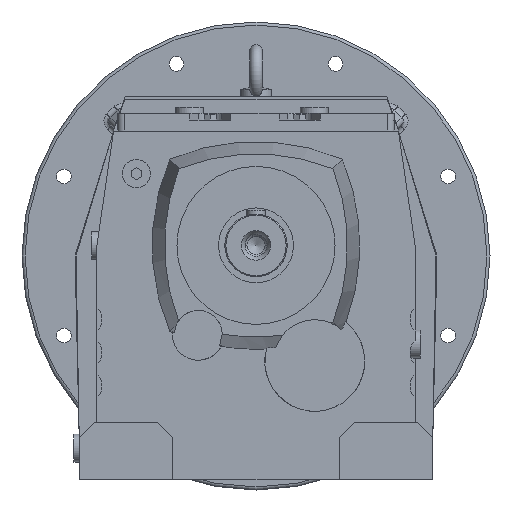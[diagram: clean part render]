
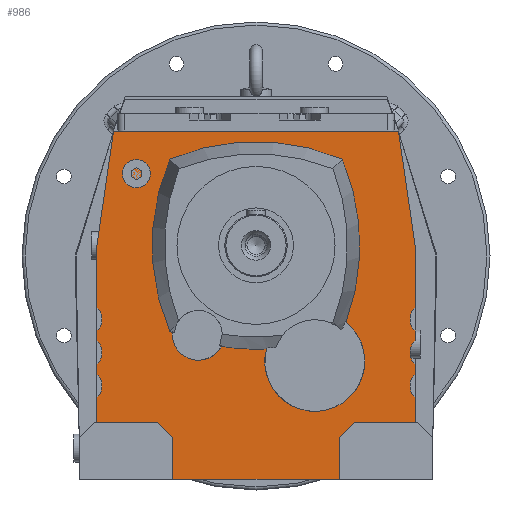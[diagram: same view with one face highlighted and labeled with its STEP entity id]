
A CAD part, left-side view. The second image highlights one B-rep face of the part: STEP entity #986.
In plain terms, the highlighted planar face has unit normal (-1, 0, 0).
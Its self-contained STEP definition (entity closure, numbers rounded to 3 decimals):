
#986=ADVANCED_FACE('',(#5517,#5519),#5521,.F.);
#5517=FACE_BOUND('',#5518,.T.);
#5518=EDGE_LOOP('',(#10419,#10420,#10421,#10422,#10423,#10424,#10425,#10426,#10427,
#10428,#10429,#10430,#10431,#10432,#10433,#10434,#10435,#10436,#10437,#10438,#10439,
#10440,#10441,#10442));
#5519=FACE_BOUND('',#5520,.T.);
#5520=EDGE_LOOP('',(#10443,#10444,#10445,#10446,#10447,#10448,#10449));
#5521=PLANE('',#5522);
#5522=AXIS2_PLACEMENT_3D('',#5523,#5524,#5525);
#5523=CARTESIAN_POINT('',(75.,0.,-61.572));
#5524=DIRECTION('',(1.,0.,0.));
#5525=DIRECTION('',(0.,1.,0.));
#10419=ORIENTED_EDGE('',*,*,#12642,.T.);
#10420=ORIENTED_EDGE('',*,*,#12652,.F.);
#10421=ORIENTED_EDGE('',*,*,#12663,.F.);
#10422=ORIENTED_EDGE('',*,*,#12664,.F.);
#10423=ORIENTED_EDGE('',*,*,#12665,.F.);
#10424=ORIENTED_EDGE('',*,*,#12654,.F.);
#10425=ORIENTED_EDGE('',*,*,#12628,.T.);
#10426=ORIENTED_EDGE('',*,*,#12662,.F.);
#10427=ORIENTED_EDGE('',*,*,#12624,.T.);
#10428=ORIENTED_EDGE('',*,*,#12660,.F.);
#10429=ORIENTED_EDGE('',*,*,#12620,.T.);
#10430=ORIENTED_EDGE('',*,*,#12658,.F.);
#10431=ORIENTED_EDGE('',*,*,#12666,.T.);
#10432=ORIENTED_EDGE('',*,*,#12667,.T.);
#10433=ORIENTED_EDGE('',*,*,#12668,.T.);
#10434=ORIENTED_EDGE('',*,*,#12669,.F.);
#10435=ORIENTED_EDGE('',*,*,#12670,.T.);
#10436=ORIENTED_EDGE('',*,*,#12671,.T.);
#10437=ORIENTED_EDGE('',*,*,#12672,.T.);
#10438=ORIENTED_EDGE('',*,*,#12648,.F.);
#10439=ORIENTED_EDGE('',*,*,#12634,.T.);
#10440=ORIENTED_EDGE('',*,*,#12646,.F.);
#10441=ORIENTED_EDGE('',*,*,#12638,.T.);
#10442=ORIENTED_EDGE('',*,*,#12644,.F.);
#10443=ORIENTED_EDGE('',*,*,#12616,.T.);
#10444=ORIENTED_EDGE('',*,*,#12673,.T.);
#10445=ORIENTED_EDGE('',*,*,#12606,.T.);
#10446=ORIENTED_EDGE('',*,*,#12674,.T.);
#10447=ORIENTED_EDGE('',*,*,#12675,.T.);
#10448=ORIENTED_EDGE('',*,*,#12676,.T.);
#10449=ORIENTED_EDGE('',*,*,#12677,.T.);
#12606=EDGE_CURVE('',#13763,#13764,#13765,.T.);
#12616=EDGE_CURVE('',#13784,#13781,#13785,.T.);
#12620=EDGE_CURVE('',#13792,#13789,#13793,.T.);
#12624=EDGE_CURVE('',#13800,#13797,#13801,.T.);
#12628=EDGE_CURVE('',#13808,#13805,#13809,.T.);
#12634=EDGE_CURVE('',#13814,#13818,#13820,.T.);
#12638=EDGE_CURVE('',#13822,#13826,#13828,.T.);
#12642=EDGE_CURVE('',#13830,#13834,#13836,.T.);
#12644=EDGE_CURVE('',#13830,#13826,#13838,.T.);
#12646=EDGE_CURVE('',#13822,#13818,#13840,.T.);
#12648=EDGE_CURVE('',#13814,#13842,#13843,.T.);
#12652=EDGE_CURVE('',#13848,#13834,#13850,.T.);
#12654=EDGE_CURVE('',#13808,#13852,#13853,.T.);
#12658=EDGE_CURVE('',#13858,#13789,#13860,.T.);
#12660=EDGE_CURVE('',#13792,#13797,#13862,.T.);
#12662=EDGE_CURVE('',#13800,#13805,#13864,.T.);
#12663=EDGE_CURVE('',#13865,#13848,#13866,.T.);
#12664=EDGE_CURVE('',#13867,#13865,#13868,.T.);
#12665=EDGE_CURVE('',#13852,#13867,#13869,.T.);
#12666=EDGE_CURVE('',#13858,#13870,#13871,.T.);
#12667=EDGE_CURVE('',#13870,#13872,#13873,.T.);
#12668=EDGE_CURVE('',#13872,#13874,#13875,.T.);
#12669=EDGE_CURVE('',#13876,#13874,#13877,.T.);
#12670=EDGE_CURVE('',#13876,#13878,#13879,.T.);
#12671=EDGE_CURVE('',#13878,#13880,#13881,.T.);
#12672=EDGE_CURVE('',#13880,#13842,#13882,.T.);
#12673=EDGE_CURVE('',#13781,#13763,#13883,.T.);
#12674=EDGE_CURVE('',#13764,#13884,#13885,.T.);
#12675=EDGE_CURVE('',#13884,#13886,#13887,.T.);
#12676=EDGE_CURVE('',#13886,#13888,#13889,.T.);
#12677=EDGE_CURVE('',#13888,#13784,#13890,.T.);
#13763=VERTEX_POINT('',#15727);
#13764=VERTEX_POINT('',#15728);
#13765=CIRCLE('',#15729,25.);
#13781=VERTEX_POINT('',#15806);
#13784=VERTEX_POINT('',#15820);
#13785=CIRCLE('',#15821,48.);
#13789=VERTEX_POINT('',#15842);
#13792=VERTEX_POINT('',#15847);
#13793=CIRCLE('',#15848,16.);
#13797=VERTEX_POINT('',#15860);
#13800=VERTEX_POINT('',#15865);
#13801=CIRCLE('',#15866,16.);
#13805=VERTEX_POINT('',#15878);
#13808=VERTEX_POINT('',#15883);
#13809=CIRCLE('',#15884,16.);
#13814=VERTEX_POINT('',#15897);
#13818=VERTEX_POINT('',#15906);
#13820=CIRCLE('',#15910,16.);
#13822=VERTEX_POINT('',#15915);
#13826=VERTEX_POINT('',#15924);
#13828=CIRCLE('',#15928,16.);
#13830=VERTEX_POINT('',#15933);
#13834=VERTEX_POINT('',#15942);
#13836=CIRCLE('',#15946,16.);
#13838=LINE('',#15953,#15954);
#13840=LINE('',#15959,#15960);
#13842=VERTEX_POINT('',#15965);
#13843=LINE('',#15966,#15967);
#13848=VERTEX_POINT('',#15977);
#13850=LINE('',#15981,#15982);
#13852=VERTEX_POINT('',#15987);
#13853=LINE('',#15988,#15989);
#13858=VERTEX_POINT('',#15999);
#13860=LINE('',#16003,#16004);
#13862=LINE('',#16009,#16010);
#13864=LINE('',#16015,#16016);
#13865=VERTEX_POINT('',#16018);
#13866=LINE('',#16019,#16020);
#13867=VERTEX_POINT('',#16022);
#13868=LINE('',#16023,#16024);
#13869=LINE('',#16026,#16027);
#13870=VERTEX_POINT('',#16029);
#13871=LINE('',#16030,#16031);
#13872=VERTEX_POINT('',#16033);
#13873=LINE('',#16034,#16035);
#13874=VERTEX_POINT('',#16037);
#13875=LINE('',#16038,#16039);
#13876=VERTEX_POINT('',#16041);
#13877=LINE('',#16042,#16043);
#13878=VERTEX_POINT('',#16045);
#13879=LINE('',#16046,#16047);
#13880=VERTEX_POINT('',#16049);
#13881=LINE('',#16050,#16051);
#13882=LINE('',#16053,#16054);
#13883=CIRCLE('',#16056,211.814);
#13884=VERTEX_POINT('',#16060);
#13885=CIRCLE('',#16061,211.814);
#13886=VERTEX_POINT('',#16065);
#13887=CIRCLE('',#16066,211.814);
#13888=VERTEX_POINT('',#16070);
#13889=CIRCLE('',#16071,211.814);
#13890=CIRCLE('',#16075,211.814);
#15727=CARTESIAN_POINT('',(75.,33.438,-97.158));
#15728=CARTESIAN_POINT('',(75.,80.457,-83.938));
#15729=AXIS2_PLACEMENT_3D('',#15730,#15731,#15732);
#15730=CARTESIAN_POINT('',(75.,55.5,-85.4));
#15731=DIRECTION('',(1.,-0.,0.));
#15732=DIRECTION('',(0.,-0.882,-0.47));
#15806=CARTESIAN_POINT('',(75.,-10.005,-99.577));
#15820=CARTESIAN_POINT('',(75.,-86.465,-74.004));
#15821=AXIS2_PLACEMENT_3D('',#15822,#15823,#15824);
#15822=CARTESIAN_POINT('',(75.,-56.5,-111.502));
#15823=DIRECTION('',(1.,0.,-0.));
#15824=DIRECTION('',(0.,-0.624,0.781));
#15842=CARTESIAN_POINT('',(75.,153.,-146.426));
#15847=CARTESIAN_POINT('',(75.,153.,-123.574));
#15848=AXIS2_PLACEMENT_3D('',#15849,#15850,#15851);
#15849=CARTESIAN_POINT('',(75.,164.2,-135.));
#15850=DIRECTION('',(1.,0.,-0.));
#15851=DIRECTION('',(0.,-0.7,0.714));
#15860=CARTESIAN_POINT('',(75.,153.,-114.426));
#15865=CARTESIAN_POINT('',(75.,153.,-91.574));
#15866=AXIS2_PLACEMENT_3D('',#15867,#15868,#15869);
#15867=CARTESIAN_POINT('',(75.,164.2,-103.));
#15868=DIRECTION('',(1.,0.,-0.));
#15869=DIRECTION('',(0.,-0.7,0.714));
#15878=CARTESIAN_POINT('',(75.,153.,-82.426));
#15883=CARTESIAN_POINT('',(75.,153.,-59.574));
#15884=AXIS2_PLACEMENT_3D('',#15885,#15886,#15887);
#15885=CARTESIAN_POINT('',(75.,164.2,-71.));
#15886=DIRECTION('',(1.,0.,-0.));
#15887=DIRECTION('',(0.,-0.7,0.714));
#15897=CARTESIAN_POINT('',(75.,-153.,-146.426));
#15906=CARTESIAN_POINT('',(75.,-153.,-123.574));
#15910=AXIS2_PLACEMENT_3D('',#15911,#15912,#15913);
#15911=CARTESIAN_POINT('',(75.,-164.2,-135.));
#15912=DIRECTION('',(1.,0.,0.));
#15913=DIRECTION('',(0.,0.7,-0.714));
#15915=CARTESIAN_POINT('',(75.,-153.,-114.426));
#15924=CARTESIAN_POINT('',(75.,-153.,-91.574));
#15928=AXIS2_PLACEMENT_3D('',#15929,#15930,#15931);
#15929=CARTESIAN_POINT('',(75.,-164.2,-103.));
#15930=DIRECTION('',(1.,0.,0.));
#15931=DIRECTION('',(0.,0.7,-0.714));
#15933=CARTESIAN_POINT('',(75.,-153.,-82.426));
#15942=CARTESIAN_POINT('',(75.,-153.,-59.574));
#15946=AXIS2_PLACEMENT_3D('',#15947,#15948,#15949);
#15947=CARTESIAN_POINT('',(75.,-164.2,-71.));
#15948=DIRECTION('',(1.,0.,0.));
#15949=DIRECTION('',(0.,0.7,-0.714));
#15953=CARTESIAN_POINT('',(75.,-153.,-82.426));
#15954=VECTOR('',#15955,1.);
#15955=DIRECTION('',(0.,0.,-1.));
#15959=CARTESIAN_POINT('',(75.,-153.,-114.426));
#15960=VECTOR('',#15961,1.);
#15961=DIRECTION('',(0.,0.,-1.));
#15965=CARTESIAN_POINT('',(75.,-153.,-170.));
#15966=CARTESIAN_POINT('',(75.,-153.,-146.426));
#15967=VECTOR('',#15968,1.);
#15968=DIRECTION('',(0.,0.,-1.));
#15977=CARTESIAN_POINT('',(75.,-153.,0.));
#15981=CARTESIAN_POINT('',(75.,-153.,0.));
#15982=VECTOR('',#15983,1.);
#15983=DIRECTION('',(0.,0.,-1.));
#15987=CARTESIAN_POINT('',(75.,153.,0.));
#15988=CARTESIAN_POINT('',(75.,153.,-59.574));
#15989=VECTOR('',#15990,1.);
#15990=DIRECTION('',(0.,0.,1.));
#15999=CARTESIAN_POINT('',(75.,153.,-170.));
#16003=CARTESIAN_POINT('',(75.,153.,-170.));
#16004=VECTOR('',#16005,1.);
#16005=DIRECTION('',(0.,0.,1.));
#16009=CARTESIAN_POINT('',(75.,153.,-123.574));
#16010=VECTOR('',#16011,1.);
#16011=DIRECTION('',(0.,0.,1.));
#16015=CARTESIAN_POINT('',(75.,153.,-91.574));
#16016=VECTOR('',#16017,1.);
#16017=DIRECTION('',(0.,0.,1.));
#16018=CARTESIAN_POINT('',(75.,-137.,110.));
#16019=CARTESIAN_POINT('',(75.,-137.,110.));
#16020=VECTOR('',#16021,1.);
#16021=DIRECTION('',(0.,-0.144,-0.99));
#16022=CARTESIAN_POINT('',(75.,137.,110.));
#16023=CARTESIAN_POINT('',(75.,137.,110.));
#16024=VECTOR('',#16025,1.);
#16025=DIRECTION('',(0.,-1.,0.));
#16026=CARTESIAN_POINT('',(75.,153.,0.));
#16027=VECTOR('',#16028,1.);
#16028=DIRECTION('',(0.,-0.144,0.99));
#16029=CARTESIAN_POINT('',(75.,94.5,-170.));
#16030=CARTESIAN_POINT('',(75.,153.,-170.));
#16031=VECTOR('',#16032,1.);
#16032=DIRECTION('',(0.,-1.,0.));
#16033=CARTESIAN_POINT('',(75.,80.,-184.5));
#16034=CARTESIAN_POINT('',(75.,94.5,-170.));
#16035=VECTOR('',#16036,1.);
#16036=DIRECTION('',(0.,-0.707,-0.707));
#16037=CARTESIAN_POINT('',(75.,80.,-225.));
#16038=CARTESIAN_POINT('',(75.,80.,-184.5));
#16039=VECTOR('',#16040,1.);
#16040=DIRECTION('',(0.,0.,-1.));
#16041=CARTESIAN_POINT('',(75.,-80.,-225.));
#16042=CARTESIAN_POINT('',(75.,-80.,-225.));
#16043=VECTOR('',#16044,1.);
#16044=DIRECTION('',(0.,1.,0.));
#16045=CARTESIAN_POINT('',(75.,-80.,-184.5));
#16046=CARTESIAN_POINT('',(75.,-80.,-225.));
#16047=VECTOR('',#16048,1.);
#16048=DIRECTION('',(0.,0.,1.));
#16049=CARTESIAN_POINT('',(75.,-94.5,-170.));
#16050=CARTESIAN_POINT('',(75.,-80.,-184.5));
#16051=VECTOR('',#16052,1.);
#16052=DIRECTION('',(0.,-0.707,0.707));
#16053=CARTESIAN_POINT('',(75.,-94.5,-170.));
#16054=VECTOR('',#16055,1.);
#16055=DIRECTION('',(0.,-1.,0.));
#16056=AXIS2_PLACEMENT_3D('',#16057,#16058,#16059);
#16057=CARTESIAN_POINT('',(75.,0.,112.));
#16058=DIRECTION('',(1.,-0.,0.));
#16059=DIRECTION('',(0.,-0.047,-0.999));
#16060=CARTESIAN_POINT('',(75.,82.912,-82.912));
#16061=AXIS2_PLACEMENT_3D('',#16062,#16063,#16064);
#16062=CARTESIAN_POINT('',(75.,0.,112.));
#16063=DIRECTION('',(1.,-0.,0.));
#16064=DIRECTION('',(0.,0.38,-0.925));
#16065=CARTESIAN_POINT('',(75.,82.912,82.912));
#16066=AXIS2_PLACEMENT_3D('',#16067,#16068,#16069);
#16067=CARTESIAN_POINT('',(75.,-112.,0.));
#16068=DIRECTION('',(1.,-0.,0.));
#16069=DIRECTION('',(0.,0.92,-0.391));
#16070=CARTESIAN_POINT('',(75.,-82.912,82.912));
#16071=AXIS2_PLACEMENT_3D('',#16072,#16073,#16074);
#16072=CARTESIAN_POINT('',(75.,0.,-112.));
#16073=DIRECTION('',(1.,0.,-0.));
#16074=DIRECTION('',(0.,0.391,0.92));
#16075=AXIS2_PLACEMENT_3D('',#16076,#16077,#16078);
#16076=CARTESIAN_POINT('',(75.,112.,0.));
#16077=DIRECTION('',(1.,0.,-0.));
#16078=DIRECTION('',(0.,-0.92,0.391));
